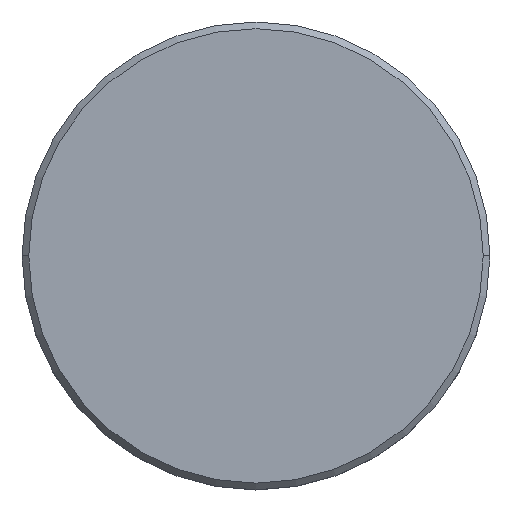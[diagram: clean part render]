
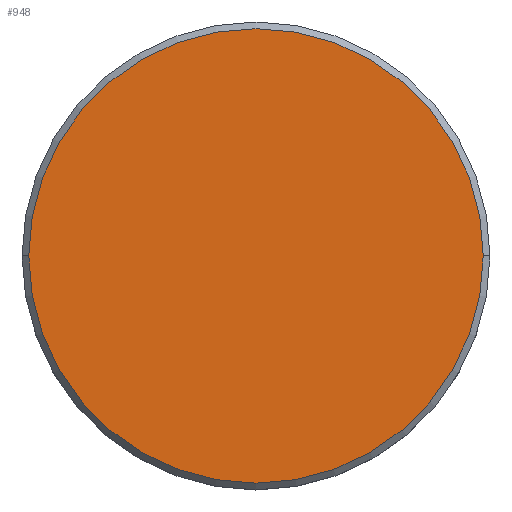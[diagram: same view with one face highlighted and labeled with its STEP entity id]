
A CAD part, top view. The second image highlights one B-rep face of the part: STEP entity #948.
In plain terms, the highlighted planar face has unit normal (0, 0, 1).
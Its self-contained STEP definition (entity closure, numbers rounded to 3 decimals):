
#69 = DIRECTION ( 'NONE',  ( 1., 0., 0. ) ) ;
#118 = EDGE_CURVE ( 'NONE', #693, #1100, #253, .T. ) ;
#151 = DIRECTION ( 'NONE',  ( 1., 0., 0. ) ) ;
#161 = CARTESIAN_POINT ( 'NONE',  ( 0., 0., 0. ) ) ;
#169 = CARTESIAN_POINT ( 'NONE',  ( 0., 0., 0. ) ) ;
#239 = DIRECTION ( 'NONE',  ( 0., 0., 1. ) ) ;
#253 = CIRCLE ( 'NONE', #1180, 17. ) ;
#256 = DIRECTION ( 'NONE',  ( 0., 0., 1. ) ) ;
#280 = EDGE_LOOP ( 'NONE', ( #1038, #1156 ) ) ;
#332 = DIRECTION ( 'NONE',  ( 1., 0., 0. ) ) ;
#353 = PLANE ( 'NONE',  #820 ) ;
#417 = CARTESIAN_POINT ( 'NONE',  ( 0., 0., 0. ) ) ;
#626 = AXIS2_PLACEMENT_3D ( 'NONE', #161, #239, #332 ) ;
#655 = CARTESIAN_POINT ( 'NONE',  ( 17., 0., 0. ) ) ;
#693 = VERTEX_POINT ( 'NONE', #1102 ) ;
#783 = CIRCLE ( 'NONE', #626, 17. ) ;
#820 = AXIS2_PLACEMENT_3D ( 'NONE', #417, #1068, #151 ) ;
#948 = ADVANCED_FACE ( 'NONE', ( #1160 ), #353, .T. ) ;
#966 = EDGE_CURVE ( 'NONE', #1100, #693, #783, .T. ) ;
#1038 = ORIENTED_EDGE ( 'NONE', *, *, #118, .T. ) ;
#1068 = DIRECTION ( 'NONE',  ( 0., 0., 1. ) ) ;
#1100 = VERTEX_POINT ( 'NONE', #655 ) ;
#1102 = CARTESIAN_POINT ( 'NONE',  ( -17., 0., 0. ) ) ;
#1156 = ORIENTED_EDGE ( 'NONE', *, *, #966, .T. ) ;
#1160 = FACE_OUTER_BOUND ( 'NONE', #280, .T. ) ;
#1180 = AXIS2_PLACEMENT_3D ( 'NONE', #169, #256, #69 ) ;
